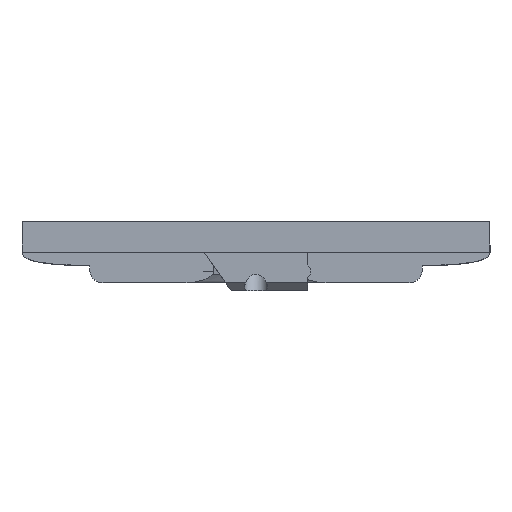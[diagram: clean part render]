
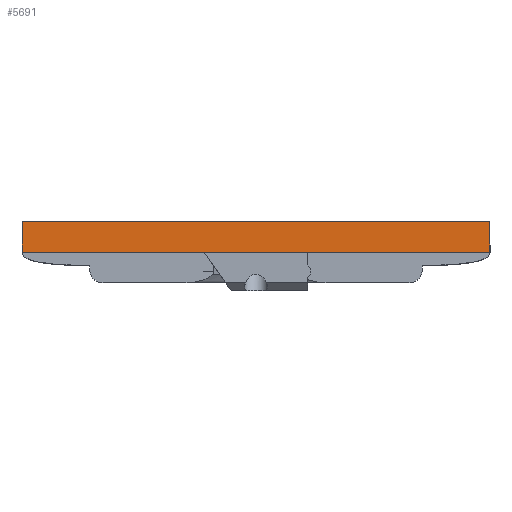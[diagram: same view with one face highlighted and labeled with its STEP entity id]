
A CAD part, left-side view. The second image highlights one B-rep face of the part: STEP entity #5691.
In plain terms, the highlighted planar face has unit normal (-1, 0, 0).
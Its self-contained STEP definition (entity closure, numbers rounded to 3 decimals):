
#864 = PLANE('',#865);
#865 = AXIS2_PLACEMENT_3D('',#866,#867,#868);
#866 = CARTESIAN_POINT('',(158.5,61.,0.));
#867 = DIRECTION('',(-0.,-0.,-1.));
#868 = DIRECTION('',(-1.,0.,0.));
#2565 = PLANE('',#2566);
#2566 = AXIS2_PLACEMENT_3D('',#2567,#2568,#2569);
#2567 = CARTESIAN_POINT('',(0.,0.,0.));
#2568 = DIRECTION('',(0.,1.,0.));
#2569 = DIRECTION('',(1.,0.,0.));
#2909 = VERTEX_POINT('',#2910);
#2910 = CARTESIAN_POINT('',(0.,0.,0.));
#2931 = EDGE_CURVE('',#2932,#2909,#2934,.T.);
#2932 = VERTEX_POINT('',#2933);
#2933 = CARTESIAN_POINT('',(0.,122.,0.));
#2934 = SURFACE_CURVE('',#2935,(#2939,#2946),.PCURVE_S1.);
#2935 = LINE('',#2936,#2937);
#2936 = CARTESIAN_POINT('',(0.,122.,0.));
#2937 = VECTOR('',#2938,1.);
#2938 = DIRECTION('',(0.,-1.,0.));
#2939 = PCURVE('',#864,#2940);
#2940 = DEFINITIONAL_REPRESENTATION('',(#2941),#2945);
#2941 = LINE('',#2942,#2943);
#2942 = CARTESIAN_POINT('',(158.5,61.));
#2943 = VECTOR('',#2944,1.);
#2944 = DIRECTION('',(0.,-1.));
#2945 = ( GEOMETRIC_REPRESENTATION_CONTEXT(2) 
PARAMETRIC_REPRESENTATION_CONTEXT() REPRESENTATION_CONTEXT('2D SPACE',''
  ) );
#2946 = PCURVE('',#2947,#2952);
#2947 = PLANE('',#2948);
#2948 = AXIS2_PLACEMENT_3D('',#2949,#2950,#2951);
#2949 = CARTESIAN_POINT('',(0.,122.,0.));
#2950 = DIRECTION('',(1.,0.,0.));
#2951 = DIRECTION('',(0.,-1.,0.));
#2952 = DEFINITIONAL_REPRESENTATION('',(#2953),#2957);
#2953 = LINE('',#2954,#2955);
#2954 = CARTESIAN_POINT('',(0.,0.));
#2955 = VECTOR('',#2956,1.);
#2956 = DIRECTION('',(1.,0.));
#2957 = ( GEOMETRIC_REPRESENTATION_CONTEXT(2) 
PARAMETRIC_REPRESENTATION_CONTEXT() REPRESENTATION_CONTEXT('2D SPACE',''
  ) );
#2973 = PLANE('',#2974);
#2974 = AXIS2_PLACEMENT_3D('',#2975,#2976,#2977);
#2975 = CARTESIAN_POINT('',(317.,122.,0.));
#2976 = DIRECTION('',(0.,-1.,0.));
#2977 = DIRECTION('',(-1.,0.,0.));
#3574 = PLANE('',#3575);
#3575 = AXIS2_PLACEMENT_3D('',#3576,#3577,#3578);
#3576 = CARTESIAN_POINT('',(154.535,61.,8.));
#3577 = DIRECTION('',(0.,0.,1.));
#3578 = DIRECTION('',(1.,0.,0.));
#5469 = EDGE_CURVE('',#2909,#5470,#5472,.T.);
#5470 = VERTEX_POINT('',#5471);
#5471 = CARTESIAN_POINT('',(0.,0.,8.));
#5472 = SURFACE_CURVE('',#5473,(#5477,#5484),.PCURVE_S1.);
#5473 = LINE('',#5474,#5475);
#5474 = CARTESIAN_POINT('',(0.,0.,0.));
#5475 = VECTOR('',#5476,1.);
#5476 = DIRECTION('',(0.,0.,1.));
#5477 = PCURVE('',#2565,#5478);
#5478 = DEFINITIONAL_REPRESENTATION('',(#5479),#5483);
#5479 = LINE('',#5480,#5481);
#5480 = CARTESIAN_POINT('',(0.,0.));
#5481 = VECTOR('',#5482,1.);
#5482 = DIRECTION('',(0.,-1.));
#5483 = ( GEOMETRIC_REPRESENTATION_CONTEXT(2) 
PARAMETRIC_REPRESENTATION_CONTEXT() REPRESENTATION_CONTEXT('2D SPACE',''
  ) );
#5484 = PCURVE('',#2947,#5485);
#5485 = DEFINITIONAL_REPRESENTATION('',(#5486),#5490);
#5486 = LINE('',#5487,#5488);
#5487 = CARTESIAN_POINT('',(122.,0.));
#5488 = VECTOR('',#5489,1.);
#5489 = DIRECTION('',(0.,-1.));
#5490 = ( GEOMETRIC_REPRESENTATION_CONTEXT(2) 
PARAMETRIC_REPRESENTATION_CONTEXT() REPRESENTATION_CONTEXT('2D SPACE',''
  ) );
#5596 = VERTEX_POINT('',#5597);
#5597 = CARTESIAN_POINT('',(0.,122.,8.));
#5618 = EDGE_CURVE('',#2932,#5596,#5619,.T.);
#5619 = SURFACE_CURVE('',#5620,(#5624,#5631),.PCURVE_S1.);
#5620 = LINE('',#5621,#5622);
#5621 = CARTESIAN_POINT('',(0.,122.,0.));
#5622 = VECTOR('',#5623,1.);
#5623 = DIRECTION('',(0.,0.,1.));
#5624 = PCURVE('',#2973,#5625);
#5625 = DEFINITIONAL_REPRESENTATION('',(#5626),#5630);
#5626 = LINE('',#5627,#5628);
#5627 = CARTESIAN_POINT('',(317.,0.));
#5628 = VECTOR('',#5629,1.);
#5629 = DIRECTION('',(0.,-1.));
#5630 = ( GEOMETRIC_REPRESENTATION_CONTEXT(2) 
PARAMETRIC_REPRESENTATION_CONTEXT() REPRESENTATION_CONTEXT('2D SPACE',''
  ) );
#5631 = PCURVE('',#2947,#5632);
#5632 = DEFINITIONAL_REPRESENTATION('',(#5633),#5637);
#5633 = LINE('',#5634,#5635);
#5634 = CARTESIAN_POINT('',(0.,0.));
#5635 = VECTOR('',#5636,1.);
#5636 = DIRECTION('',(0.,-1.));
#5637 = ( GEOMETRIC_REPRESENTATION_CONTEXT(2) 
PARAMETRIC_REPRESENTATION_CONTEXT() REPRESENTATION_CONTEXT('2D SPACE',''
  ) );
#5691 = ADVANCED_FACE('',(#5692),#2947,.F.);
#5692 = FACE_BOUND('',#5693,.F.);
#5693 = EDGE_LOOP('',(#5694,#5695,#5716,#5717));
#5694 = ORIENTED_EDGE('',*,*,#5618,.T.);
#5695 = ORIENTED_EDGE('',*,*,#5696,.T.);
#5696 = EDGE_CURVE('',#5596,#5470,#5697,.T.);
#5697 = SURFACE_CURVE('',#5698,(#5702,#5709),.PCURVE_S1.);
#5698 = LINE('',#5699,#5700);
#5699 = CARTESIAN_POINT('',(0.,122.,8.));
#5700 = VECTOR('',#5701,1.);
#5701 = DIRECTION('',(0.,-1.,0.));
#5702 = PCURVE('',#2947,#5703);
#5703 = DEFINITIONAL_REPRESENTATION('',(#5704),#5708);
#5704 = LINE('',#5705,#5706);
#5705 = CARTESIAN_POINT('',(0.,-8.));
#5706 = VECTOR('',#5707,1.);
#5707 = DIRECTION('',(1.,0.));
#5708 = ( GEOMETRIC_REPRESENTATION_CONTEXT(2) 
PARAMETRIC_REPRESENTATION_CONTEXT() REPRESENTATION_CONTEXT('2D SPACE',''
  ) );
#5709 = PCURVE('',#3574,#5710);
#5710 = DEFINITIONAL_REPRESENTATION('',(#5711),#5715);
#5711 = LINE('',#5712,#5713);
#5712 = CARTESIAN_POINT('',(-154.535,61.));
#5713 = VECTOR('',#5714,1.);
#5714 = DIRECTION('',(0.,-1.));
#5715 = ( GEOMETRIC_REPRESENTATION_CONTEXT(2) 
PARAMETRIC_REPRESENTATION_CONTEXT() REPRESENTATION_CONTEXT('2D SPACE',''
  ) );
#5716 = ORIENTED_EDGE('',*,*,#5469,.F.);
#5717 = ORIENTED_EDGE('',*,*,#2931,.F.);
